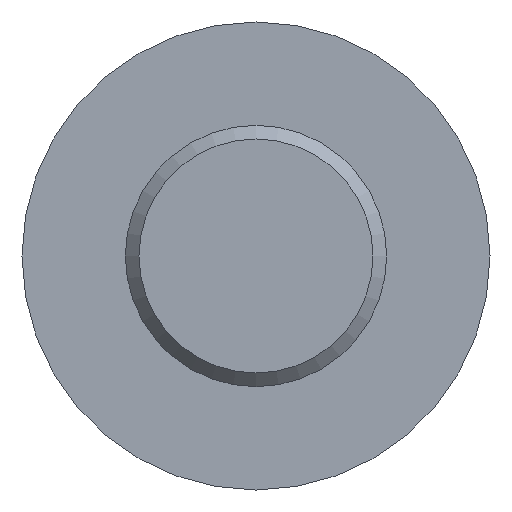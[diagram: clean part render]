
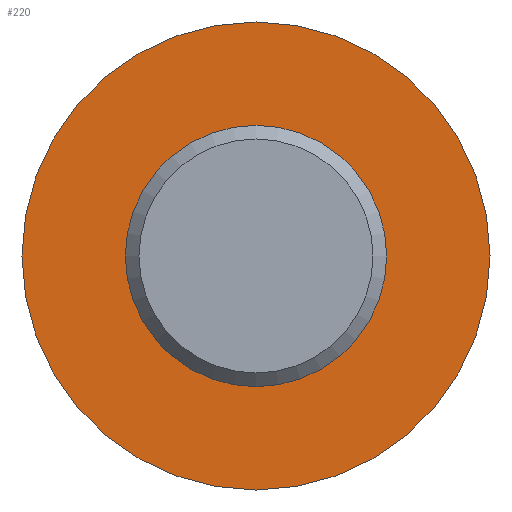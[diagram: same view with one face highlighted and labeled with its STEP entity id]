
A CAD part, front view. The second image highlights one B-rep face of the part: STEP entity #220.
In plain terms, the highlighted planar face has unit normal (0, -1, 0).
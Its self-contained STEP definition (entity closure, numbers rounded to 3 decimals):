
#19=FACE_BOUND('',#48,.T.);
#21=PLANE('',#252);
#32=FACE_OUTER_BOUND('',#47,.T.);
#47=EDGE_LOOP('',(#170));
#48=EDGE_LOOP('',(#171));
#102=CIRCLE('',#247,3.5);
#106=CIRCLE('',#253,1.954);
#110=VERTEX_POINT('',#337);
#120=VERTEX_POINT('',#360);
#129=EDGE_CURVE('',#110,#110,#102,.T.);
#140=EDGE_CURVE('',#120,#120,#106,.T.);
#170=ORIENTED_EDGE('',*,*,#129,.F.);
#171=ORIENTED_EDGE('',*,*,#140,.F.);
#220=ADVANCED_FACE('',(#32,#19),#21,.F.);
#247=AXIS2_PLACEMENT_3D('',#338,#272,#273);
#252=AXIS2_PLACEMENT_3D('',#359,#289,#290);
#253=AXIS2_PLACEMENT_3D('',#361,#291,#292);
#272=DIRECTION('center_axis',(0.,1.,0.));
#273=DIRECTION('ref_axis',(0.,0.,1.));
#289=DIRECTION('center_axis',(0.,1.,0.));
#290=DIRECTION('ref_axis',(0.,0.,1.));
#291=DIRECTION('center_axis',(0.,-1.,0.));
#292=DIRECTION('ref_axis',(0.,0.,1.));
#337=CARTESIAN_POINT('',(0.,0.,3.5));
#338=CARTESIAN_POINT('Origin',(0.,0.,0.));
#359=CARTESIAN_POINT('Origin',(0.,0.,0.));
#360=CARTESIAN_POINT('',(0.,0.,-1.954));
#361=CARTESIAN_POINT('Origin',(0.,0.,0.));
